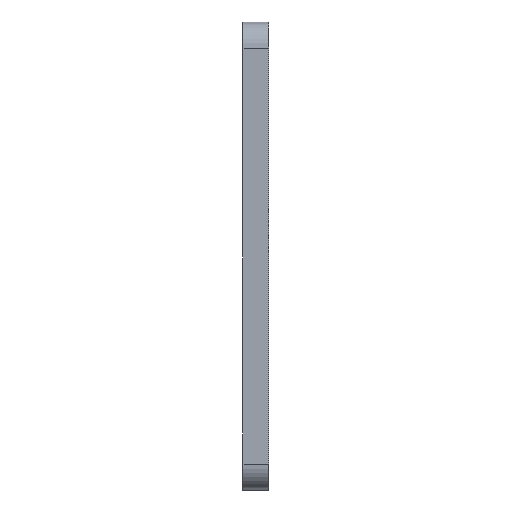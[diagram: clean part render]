
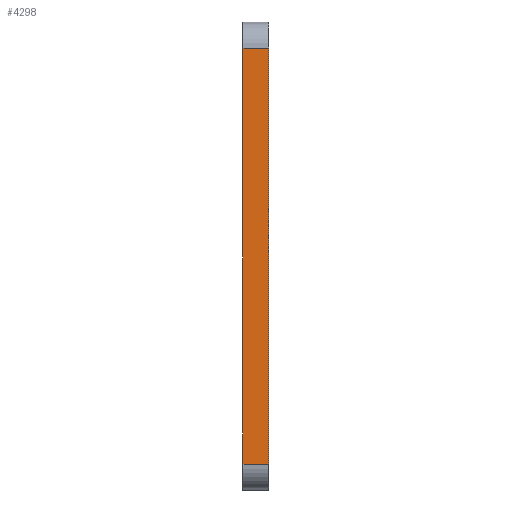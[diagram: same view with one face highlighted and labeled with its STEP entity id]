
A CAD part, left-side view. The second image highlights one B-rep face of the part: STEP entity #4298.
In plain terms, the highlighted planar face has unit normal (-1, 0, 0).
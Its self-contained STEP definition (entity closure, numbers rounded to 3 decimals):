
#97=PLANE('',#4645);
#342=FACE_OUTER_BOUND('',#609,.T.);
#609=EDGE_LOOP('',(#3888,#3889,#3890,#3891));
#1201=LINE('',#15663,#1454);
#1238=LINE('',#15784,#1491);
#1261=LINE('',#15840,#1514);
#1262=LINE('',#15842,#1515);
#1454=VECTOR('',#5383,10.);
#1491=VECTOR('',#5500,10.);
#1514=VECTOR('',#5559,10.);
#1515=VECTOR('',#5562,10.);
#1890=VERTEX_POINT('',#15660);
#1891=VERTEX_POINT('',#15662);
#1934=VERTEX_POINT('',#15781);
#1935=VERTEX_POINT('',#15783);
#2509=EDGE_CURVE('',#1890,#1891,#1201,.T.);
#2569=EDGE_CURVE('',#1934,#1935,#1238,.T.);
#2599=EDGE_CURVE('',#1935,#1890,#1261,.T.);
#2600=EDGE_CURVE('',#1891,#1934,#1262,.T.);
#3888=ORIENTED_EDGE('',*,*,#2599,.F.);
#3889=ORIENTED_EDGE('',*,*,#2569,.F.);
#3890=ORIENTED_EDGE('',*,*,#2600,.F.);
#3891=ORIENTED_EDGE('',*,*,#2509,.F.);
#4298=ADVANCED_FACE('',(#342),#97,.T.);
#4645=AXIS2_PLACEMENT_3D('',#15841,#5560,#5561);
#5383=DIRECTION('',(0.,0.,1.));
#5500=DIRECTION('',(0.,0.,-1.));
#5559=DIRECTION('',(0.,1.,0.));
#5560=DIRECTION('center_axis',(-1.,0.,0.));
#5561=DIRECTION('ref_axis',(0.,0.,-1.));
#5562=DIRECTION('',(0.,-1.,0.));
#15660=CARTESIAN_POINT('',(-90.,-49.195,-40.));
#15662=CARTESIAN_POINT('',(-90.,-49.195,40.));
#15663=CARTESIAN_POINT('',(-90.,-49.195,-45.));
#15781=CARTESIAN_POINT('',(-90.,-54.195,40.));
#15783=CARTESIAN_POINT('',(-90.,-54.195,-40.));
#15784=CARTESIAN_POINT('',(-90.,-54.195,-45.));
#15840=CARTESIAN_POINT('',(-90.,-49.195,-40.));
#15841=CARTESIAN_POINT('Origin',(-90.,-49.195,45.));
#15842=CARTESIAN_POINT('',(-90.,-49.195,40.));
